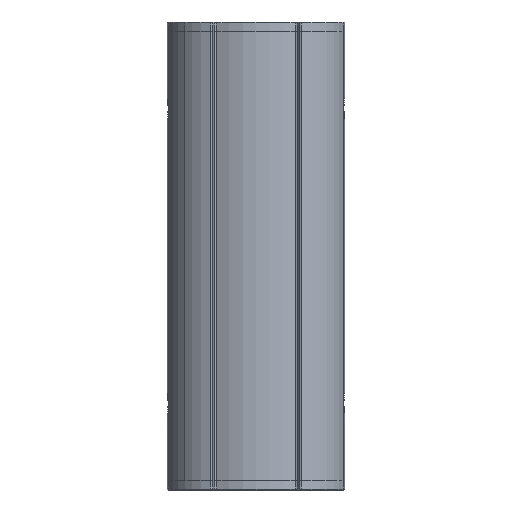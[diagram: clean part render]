
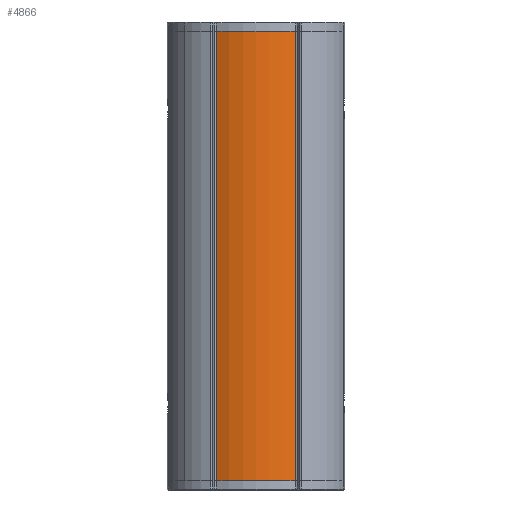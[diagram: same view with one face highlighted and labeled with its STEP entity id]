
A CAD part, left-side view. The second image highlights one B-rep face of the part: STEP entity #4866.
In plain terms, the highlighted cylindrical face has radius 19 mm (diameter 38 mm), a partial arc.
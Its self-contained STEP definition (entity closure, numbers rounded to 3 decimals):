
#107 = ORIENTED_EDGE ( 'NONE', *, *, #1609, .T. ) ;
#643 = ORIENTED_EDGE ( 'NONE', *, *, #6103, .T. ) ;
#694 = VERTEX_POINT ( 'NONE', #4834 ) ;
#904 = CARTESIAN_POINT ( 'NONE',  ( -17.984, -6.131, -25.5 ) ) ;
#1056 = CARTESIAN_POINT ( 'NONE',  ( -6.131, -17.984, 70.5 ) ) ;
#1491 = DIRECTION ( 'NONE',  ( 0., 0., -1. ) ) ;
#1609 = EDGE_CURVE ( 'NONE', #6063, #5799, #6443, .T. ) ;
#1870 = CARTESIAN_POINT ( 'NONE',  ( -17.984, -6.131, 70.5 ) ) ;
#2260 = FACE_OUTER_BOUND ( 'NONE', #7073, .T. ) ;
#2330 = EDGE_CURVE ( 'NONE', #5799, #8317, #4562, .T. ) ;
#2556 = DIRECTION ( 'NONE',  ( 0., 0., -1. ) ) ;
#2591 = EDGE_CURVE ( 'NONE', #694, #8317, #5699, .T. ) ;
#2974 = CARTESIAN_POINT ( 'NONE',  ( 0., 0., 70.5 ) ) ;
#3355 = DIRECTION ( 'NONE',  ( 0., 0., 1. ) ) ;
#3709 = VECTOR ( 'NONE', #7296, 1000. ) ;
#4025 = CARTESIAN_POINT ( 'NONE',  ( -6.131, -17.984, 70.5 ) ) ;
#4562 = LINE ( 'NONE', #5942, #3709 ) ;
#4834 = CARTESIAN_POINT ( 'NONE',  ( -6.131, -17.984, -25.5 ) ) ;
#4845 = AXIS2_PLACEMENT_3D ( 'NONE', #5684, #1491, #6986 ) ;
#4866 = ADVANCED_FACE ( 'NONE', ( #2260 ), #7022, .T. ) ;
#5138 = AXIS2_PLACEMENT_3D ( 'NONE', #7402, #2556, #5304 ) ;
#5304 = DIRECTION ( 'NONE',  ( -1., 0., 0. ) ) ;
#5684 = CARTESIAN_POINT ( 'NONE',  ( 0., 0., 70.5 ) ) ;
#5699 = CIRCLE ( 'NONE', #5138, 19. ) ;
#5799 = VERTEX_POINT ( 'NONE', #1870 ) ;
#5942 = CARTESIAN_POINT ( 'NONE',  ( -17.984, -6.131, 70.5 ) ) ;
#6063 = VERTEX_POINT ( 'NONE', #1056 ) ;
#6103 = EDGE_CURVE ( 'NONE', #694, #6063, #6811, .T. ) ;
#6337 = DIRECTION ( 'NONE',  ( -1., 0., 0. ) ) ;
#6443 = CIRCLE ( 'NONE', #4845, 19. ) ;
#6811 = LINE ( 'NONE', #4025, #8927 ) ;
#6986 = DIRECTION ( 'NONE',  ( -1., 0., 0. ) ) ;
#7022 = CYLINDRICAL_SURFACE ( 'NONE', #7270, 19. ) ;
#7061 = DIRECTION ( 'NONE',  ( 0., 0., -1. ) ) ;
#7073 = EDGE_LOOP ( 'NONE', ( #107, #7246, #7927, #643 ) ) ;
#7246 = ORIENTED_EDGE ( 'NONE', *, *, #2330, .T. ) ;
#7270 = AXIS2_PLACEMENT_3D ( 'NONE', #2974, #7061, #6337 ) ;
#7296 = DIRECTION ( 'NONE',  ( 0., 0., -1. ) ) ;
#7402 = CARTESIAN_POINT ( 'NONE',  ( 0., 0., -25.5 ) ) ;
#7927 = ORIENTED_EDGE ( 'NONE', *, *, #2591, .F. ) ;
#8317 = VERTEX_POINT ( 'NONE', #904 ) ;
#8927 = VECTOR ( 'NONE', #3355, 1000. ) ;
